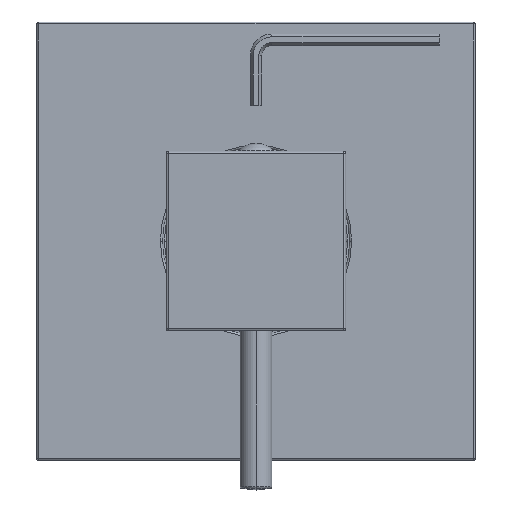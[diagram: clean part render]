
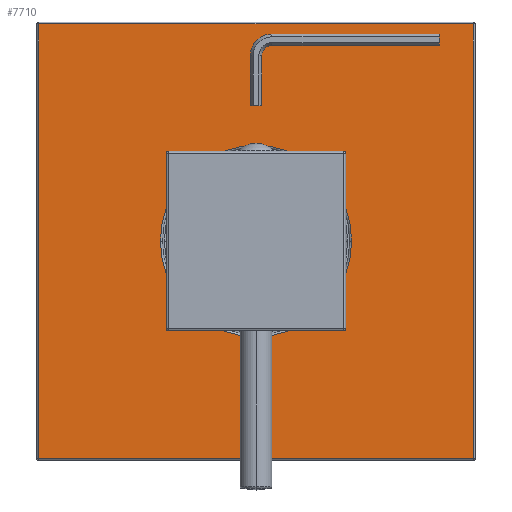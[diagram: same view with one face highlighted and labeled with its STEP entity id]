
A CAD part, top view. The second image highlights one B-rep face of the part: STEP entity #7710.
In plain terms, the highlighted face is planar.
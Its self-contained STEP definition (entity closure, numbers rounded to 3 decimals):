
#6921=DIRECTION('',(0.,0.,-1.));
#6922=VECTOR('',#6921,109.);
#6923=CARTESIAN_POINT('',(54.5,8.,54.5));
#6924=LINE('',#6923,#6922);
#6928=DIRECTION('',(1.,0.,0.));
#6929=VECTOR('',#6928,109.);
#6930=CARTESIAN_POINT('',(-54.5,8.,54.5));
#6931=LINE('',#6930,#6929);
#6935=DIRECTION('',(0.,0.,1.));
#6936=VECTOR('',#6935,109.);
#6937=CARTESIAN_POINT('',(-54.5,8.,-54.5));
#6938=LINE('',#6937,#6936);
#6942=DIRECTION('',(-1.,0.,0.));
#6943=VECTOR('',#6942,109.);
#6944=CARTESIAN_POINT('',(54.5,8.,-54.5));
#6945=LINE('',#6944,#6943);
#6949=CARTESIAN_POINT('',(0.,8.,0.));
#6950=DIRECTION('',(0.,-1.,0.));
#6951=DIRECTION('',(-1.,0.,0.));
#6952=AXIS2_PLACEMENT_3D('',#6949,#6950,#6951);
#6957=CARTESIAN_POINT('',(0.,8.,0.));
#6958=DIRECTION('',(0.,-1.,0.));
#6959=DIRECTION('',(1.,0.,0.));
#6960=AXIS2_PLACEMENT_3D('',#6957,#6958,#6959);
#7529=CARTESIAN_POINT('',(54.5,8.,54.5));
#7530=CARTESIAN_POINT('',(54.5,8.,-54.5));
#7531=VERTEX_POINT('',#7529);
#7532=VERTEX_POINT('',#7530);
#7537=CARTESIAN_POINT('',(-54.5,8.,-54.5));
#7538=VERTEX_POINT('',#7537);
#7543=CARTESIAN_POINT('',(-54.5,8.,54.5));
#7544=VERTEX_POINT('',#7543);
#7601=CARTESIAN_POINT('',(-24.,8.,0.));
#7602=CARTESIAN_POINT('',(24.,8.,0.));
#7603=VERTEX_POINT('',#7601);
#7604=VERTEX_POINT('',#7602);
#7690=CARTESIAN_POINT('',(0.,8.,0.));
#7691=DIRECTION('',(0.,1.,0.));
#7692=DIRECTION('',(1.,0.,0.));
#7693=AXIS2_PLACEMENT_3D('',#7690,#7691,#7692);
#7694=PLANE('',#7693);
#7696=ORIENTED_EDGE('',*,*,#7695,.F.);
#7697=ORIENTED_EDGE('',*,*,#7680,.F.);
#7699=ORIENTED_EDGE('',*,*,#7698,.F.);
#7701=ORIENTED_EDGE('',*,*,#7700,.F.);
#7702=EDGE_LOOP('',(#7696,#7697,#7699,#7701));
#7703=FACE_OUTER_BOUND('',#7702,.F.);
#7705=ORIENTED_EDGE('',*,*,#7704,.F.);
#7707=ORIENTED_EDGE('',*,*,#7706,.F.);
#7708=EDGE_LOOP('',(#7705,#7707));
#7709=FACE_BOUND('',#7708,.F.);
#7710=ADVANCED_FACE('',(#7703,#7709),#7694,.T.);
#6953=CIRCLE('',#6952,24.);
#6961=CIRCLE('',#6960,24.);
#7680=EDGE_CURVE('',#7544,#7531,#6931,.T.);
#7695=EDGE_CURVE('',#7531,#7532,#6924,.T.);
#7698=EDGE_CURVE('',#7538,#7544,#6938,.T.);
#7700=EDGE_CURVE('',#7532,#7538,#6945,.T.);
#7704=EDGE_CURVE('',#7603,#7604,#6953,.T.);
#7706=EDGE_CURVE('',#7604,#7603,#6961,.T.);
